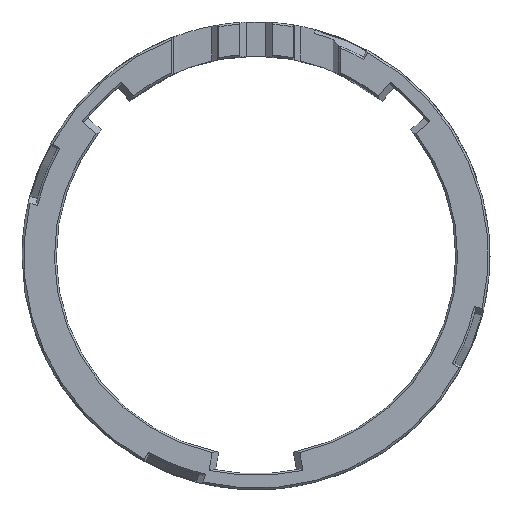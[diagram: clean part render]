
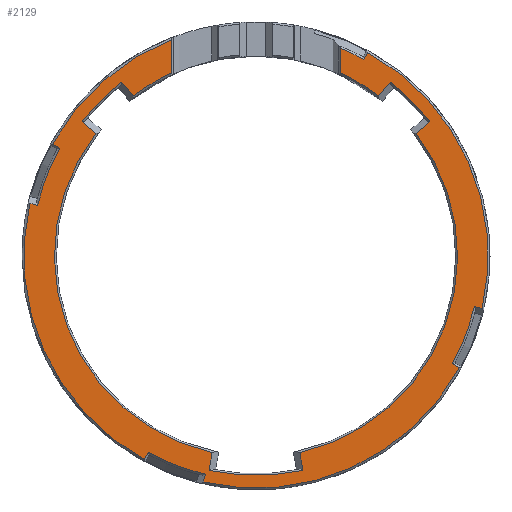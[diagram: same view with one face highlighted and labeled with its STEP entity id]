
A CAD part, top view. The second image highlights one B-rep face of the part: STEP entity #2129.
In plain terms, the highlighted planar face has unit normal (0, 0, 1).
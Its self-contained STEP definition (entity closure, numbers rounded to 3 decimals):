
#125=LINE('',#3380,#262);
#143=LINE('',#3552,#280);
#156=LINE('',#3667,#293);
#157=LINE('',#3671,#294);
#158=LINE('',#3675,#295);
#159=LINE('',#3679,#296);
#160=LINE('',#3683,#297);
#161=LINE('',#3687,#298);
#162=LINE('',#3690,#299);
#163=LINE('',#3694,#300);
#164=LINE('',#3698,#301);
#165=LINE('',#3702,#302);
#166=LINE('',#3706,#303);
#167=LINE('',#3710,#304);
#168=LINE('',#3713,#305);
#262=VECTOR('',#2563,10.);
#280=VECTOR('',#2623,10.);
#293=VECTOR('',#2714,10.);
#294=VECTOR('',#2717,10.);
#295=VECTOR('',#2720,10.);
#296=VECTOR('',#2723,10.);
#297=VECTOR('',#2726,10.);
#298=VECTOR('',#2729,10.);
#299=VECTOR('',#2732,10.);
#300=VECTOR('',#2735,10.);
#301=VECTOR('',#2738,10.);
#302=VECTOR('',#2741,10.);
#303=VECTOR('',#2744,10.);
#304=VECTOR('',#2747,10.);
#305=VECTOR('',#2750,10.);
#478=PLANE('',#2328);
#564=FACE_OUTER_BOUND('',#686,.T.);
#686=EDGE_LOOP('',(#1619,#1620,#1621,#1622,#1623,#1624,#1625,#1626,#1627,
#1628,#1629,#1630,#1631,#1632,#1633,#1634,#1635,#1636,#1637,#1638,#1639,
#1640,#1641,#1642,#1643,#1644,#1645,#1646,#1647,#1648));
#804=CIRCLE('',#2310,49.8);
#811=CIRCLE('',#2321,51.6);
#816=CIRCLE('',#2329,44.8);
#817=CIRCLE('',#2330,48.8);
#818=CIRCLE('',#2331,44.8);
#819=CIRCLE('',#2332,48.8);
#820=CIRCLE('',#2333,44.8);
#821=CIRCLE('',#2334,48.8);
#822=CIRCLE('',#2335,44.8);
#823=CIRCLE('',#2336,49.8);
#824=CIRCLE('',#2337,51.6);
#825=CIRCLE('',#2338,49.8);
#826=CIRCLE('',#2339,51.6);
#827=CIRCLE('',#2340,49.8);
#828=CIRCLE('',#2341,51.6);
#905=VERTEX_POINT('',#3372);
#906=VERTEX_POINT('',#3379);
#940=VERTEX_POINT('',#3543);
#941=VERTEX_POINT('',#3551);
#959=VERTEX_POINT('',#3626);
#967=VERTEX_POINT('',#3651);
#968=VERTEX_POINT('',#3664);
#969=VERTEX_POINT('',#3666);
#970=VERTEX_POINT('',#3668);
#971=VERTEX_POINT('',#3670);
#972=VERTEX_POINT('',#3672);
#973=VERTEX_POINT('',#3674);
#974=VERTEX_POINT('',#3676);
#975=VERTEX_POINT('',#3678);
#976=VERTEX_POINT('',#3680);
#977=VERTEX_POINT('',#3682);
#978=VERTEX_POINT('',#3684);
#979=VERTEX_POINT('',#3686);
#980=VERTEX_POINT('',#3689);
#981=VERTEX_POINT('',#3691);
#982=VERTEX_POINT('',#3693);
#983=VERTEX_POINT('',#3695);
#984=VERTEX_POINT('',#3697);
#985=VERTEX_POINT('',#3699);
#986=VERTEX_POINT('',#3701);
#987=VERTEX_POINT('',#3703);
#988=VERTEX_POINT('',#3705);
#989=VERTEX_POINT('',#3707);
#990=VERTEX_POINT('',#3709);
#991=VERTEX_POINT('',#3711);
#1132=EDGE_CURVE('',#906,#905,#125,.T.);
#1177=EDGE_CURVE('',#941,#940,#143,.T.);
#1204=EDGE_CURVE('',#906,#959,#804,.T.);
#1217=EDGE_CURVE('',#967,#940,#811,.T.);
#1222=EDGE_CURVE('',#968,#905,#816,.T.);
#1223=EDGE_CURVE('',#969,#968,#156,.T.);
#1224=EDGE_CURVE('',#970,#969,#817,.T.);
#1225=EDGE_CURVE('',#971,#970,#157,.T.);
#1226=EDGE_CURVE('',#972,#971,#818,.T.);
#1227=EDGE_CURVE('',#973,#972,#158,.T.);
#1228=EDGE_CURVE('',#974,#973,#819,.T.);
#1229=EDGE_CURVE('',#975,#974,#159,.T.);
#1230=EDGE_CURVE('',#976,#975,#820,.T.);
#1231=EDGE_CURVE('',#977,#976,#160,.T.);
#1232=EDGE_CURVE('',#978,#977,#821,.T.);
#1233=EDGE_CURVE('',#979,#978,#161,.T.);
#1234=EDGE_CURVE('',#941,#979,#822,.T.);
#1235=EDGE_CURVE('',#980,#967,#162,.T.);
#1236=EDGE_CURVE('',#981,#980,#823,.T.);
#1237=EDGE_CURVE('',#982,#981,#163,.T.);
#1238=EDGE_CURVE('',#983,#982,#824,.T.);
#1239=EDGE_CURVE('',#984,#983,#164,.T.);
#1240=EDGE_CURVE('',#985,#984,#825,.T.);
#1241=EDGE_CURVE('',#986,#985,#165,.T.);
#1242=EDGE_CURVE('',#987,#986,#826,.T.);
#1243=EDGE_CURVE('',#988,#987,#166,.T.);
#1244=EDGE_CURVE('',#989,#988,#827,.T.);
#1245=EDGE_CURVE('',#990,#989,#167,.T.);
#1246=EDGE_CURVE('',#991,#990,#828,.T.);
#1247=EDGE_CURVE('',#959,#991,#168,.T.);
#1619=ORIENTED_EDGE('',*,*,#1132,.T.);
#1620=ORIENTED_EDGE('',*,*,#1222,.F.);
#1621=ORIENTED_EDGE('',*,*,#1223,.F.);
#1622=ORIENTED_EDGE('',*,*,#1224,.F.);
#1623=ORIENTED_EDGE('',*,*,#1225,.F.);
#1624=ORIENTED_EDGE('',*,*,#1226,.F.);
#1625=ORIENTED_EDGE('',*,*,#1227,.F.);
#1626=ORIENTED_EDGE('',*,*,#1228,.F.);
#1627=ORIENTED_EDGE('',*,*,#1229,.F.);
#1628=ORIENTED_EDGE('',*,*,#1230,.F.);
#1629=ORIENTED_EDGE('',*,*,#1231,.F.);
#1630=ORIENTED_EDGE('',*,*,#1232,.F.);
#1631=ORIENTED_EDGE('',*,*,#1233,.F.);
#1632=ORIENTED_EDGE('',*,*,#1234,.F.);
#1633=ORIENTED_EDGE('',*,*,#1177,.T.);
#1634=ORIENTED_EDGE('',*,*,#1217,.F.);
#1635=ORIENTED_EDGE('',*,*,#1235,.F.);
#1636=ORIENTED_EDGE('',*,*,#1236,.F.);
#1637=ORIENTED_EDGE('',*,*,#1237,.F.);
#1638=ORIENTED_EDGE('',*,*,#1238,.F.);
#1639=ORIENTED_EDGE('',*,*,#1239,.F.);
#1640=ORIENTED_EDGE('',*,*,#1240,.F.);
#1641=ORIENTED_EDGE('',*,*,#1241,.F.);
#1642=ORIENTED_EDGE('',*,*,#1242,.F.);
#1643=ORIENTED_EDGE('',*,*,#1243,.F.);
#1644=ORIENTED_EDGE('',*,*,#1244,.F.);
#1645=ORIENTED_EDGE('',*,*,#1245,.F.);
#1646=ORIENTED_EDGE('',*,*,#1246,.F.);
#1647=ORIENTED_EDGE('',*,*,#1247,.F.);
#1648=ORIENTED_EDGE('',*,*,#1204,.F.);
#2129=ADVANCED_FACE('',(#564),#478,.F.);
#2310=AXIS2_PLACEMENT_3D('',#3627,#2672,#2673);
#2321=AXIS2_PLACEMENT_3D('',#3656,#2696,#2697);
#2328=AXIS2_PLACEMENT_3D('',#3663,#2710,#2711);
#2329=AXIS2_PLACEMENT_3D('',#3665,#2712,#2713);
#2330=AXIS2_PLACEMENT_3D('',#3669,#2715,#2716);
#2331=AXIS2_PLACEMENT_3D('',#3673,#2718,#2719);
#2332=AXIS2_PLACEMENT_3D('',#3677,#2721,#2722);
#2333=AXIS2_PLACEMENT_3D('',#3681,#2724,#2725);
#2334=AXIS2_PLACEMENT_3D('',#3685,#2727,#2728);
#2335=AXIS2_PLACEMENT_3D('',#3688,#2730,#2731);
#2336=AXIS2_PLACEMENT_3D('',#3692,#2733,#2734);
#2337=AXIS2_PLACEMENT_3D('',#3696,#2736,#2737);
#2338=AXIS2_PLACEMENT_3D('',#3700,#2739,#2740);
#2339=AXIS2_PLACEMENT_3D('',#3704,#2742,#2743);
#2340=AXIS2_PLACEMENT_3D('',#3708,#2745,#2746);
#2341=AXIS2_PLACEMENT_3D('',#3712,#2748,#2749);
#2563=DIRECTION('',(0.,-1.,0.));
#2623=DIRECTION('',(0.,1.,0.));
#2672=DIRECTION('center_axis',(0.,0.,-1.));
#2673=DIRECTION('ref_axis',(1.,0.,0.));
#2696=DIRECTION('center_axis',(0.,0.,-1.));
#2697=DIRECTION('ref_axis',(-1.,0.,0.));
#2710=DIRECTION('center_axis',(0.,0.,-1.));
#2711=DIRECTION('ref_axis',(-1.,0.,0.));
#2712=DIRECTION('center_axis',(0.,0.,1.));
#2713=DIRECTION('ref_axis',(1.,0.,0.));
#2714=DIRECTION('',(-0.643,-0.766,0.));
#2715=DIRECTION('center_axis',(0.,0.,1.));
#2716=DIRECTION('ref_axis',(1.,0.,0.));
#2717=DIRECTION('',(0.766,0.643,0.));
#2718=DIRECTION('center_axis',(0.,0.,1.));
#2719=DIRECTION('ref_axis',(1.,0.,0.));
#2720=DIRECTION('',(-0.174,0.985,0.));
#2721=DIRECTION('center_axis',(0.,0.,1.));
#2722=DIRECTION('ref_axis',(1.,0.,0.));
#2723=DIRECTION('',(-0.174,-0.985,0.));
#2724=DIRECTION('center_axis',(0.,0.,1.));
#2725=DIRECTION('ref_axis',(-1.,0.,0.));
#2726=DIRECTION('',(0.766,-0.643,0.));
#2727=DIRECTION('center_axis',(0.,0.,1.));
#2728=DIRECTION('ref_axis',(-1.,0.,0.));
#2729=DIRECTION('',(-0.643,0.766,0.));
#2730=DIRECTION('center_axis',(0.,0.,1.));
#2731=DIRECTION('ref_axis',(1.,0.,0.));
#2732=DIRECTION('',(-0.88,0.474,0.));
#2733=DIRECTION('center_axis',(0.,0.,-1.));
#2734=DIRECTION('ref_axis',(-1.,0.,0.));
#2735=DIRECTION('',(0.967,-0.253,0.));
#2736=DIRECTION('center_axis',(0.,0.,-1.));
#2737=DIRECTION('ref_axis',(-1.,0.,0.));
#2738=DIRECTION('',(-0.474,-0.88,0.));
#2739=DIRECTION('center_axis',(0.,0.,-1.));
#2740=DIRECTION('ref_axis',(-1.,0.,0.));
#2741=DIRECTION('',(0.253,0.967,0.));
#2742=DIRECTION('center_axis',(0.,0.,-1.));
#2743=DIRECTION('ref_axis',(1.,0.,0.));
#2744=DIRECTION('',(0.88,-0.474,0.));
#2745=DIRECTION('center_axis',(0.,0.,-1.));
#2746=DIRECTION('ref_axis',(1.,0.,0.));
#2747=DIRECTION('',(-0.967,0.253,0.));
#2748=DIRECTION('center_axis',(0.,0.,-1.));
#2749=DIRECTION('ref_axis',(1.,0.,0.));
#2750=DIRECTION('',(0.474,0.88,0.));
#3372=CARTESIAN_POINT('',(18.726,40.699,151.195));
#3379=CARTESIAN_POINT('',(18.726,46.145,151.195));
#3380=CARTESIAN_POINT('',(18.726,40.2,151.195));
#3543=CARTESIAN_POINT('',(-18.726,48.082,151.195));
#3551=CARTESIAN_POINT('',(-18.726,40.699,151.195));
#3552=CARTESIAN_POINT('',(-18.726,40.2,151.195));
#3626=CARTESIAN_POINT('',(23.974,43.649,151.195));
#3627=CARTESIAN_POINT('Origin',(0.,0.,151.195));
#3651=CARTESIAN_POINT('',(-45.234,24.828,151.195));
#3656=CARTESIAN_POINT('Origin',(0.,0.,151.195));
#3663=CARTESIAN_POINT('Origin',(0.,0.,151.195));
#3664=CARTESIAN_POINT('',(27.236,35.57,151.195));
#3665=CARTESIAN_POINT('Origin',(0.,0.,151.195));
#3666=CARTESIAN_POINT('',(29.81,38.637,151.195));
#3667=CARTESIAN_POINT('',(12.736,18.29,151.195));
#3668=CARTESIAN_POINT('',(38.637,29.81,151.195));
#3669=CARTESIAN_POINT('Origin',(0.,0.,
151.195));
#3670=CARTESIAN_POINT('',(35.57,27.236,151.195));
#3671=CARTESIAN_POINT('',(19.822,14.022,151.195));
#3672=CARTESIAN_POINT('',(9.741,-43.728,151.195));
#3673=CARTESIAN_POINT('Origin',(0.,0.,151.195));
#3674=CARTESIAN_POINT('',(10.437,-47.671,151.195));
#3675=CARTESIAN_POINT('',(5.824,-21.513,151.195));
#3676=CARTESIAN_POINT('',(-10.437,-47.671,151.195));
#3677=CARTESIAN_POINT('Origin',(0.,0.,
151.195));
#3678=CARTESIAN_POINT('',(-9.741,-43.728,151.195));
#3679=CARTESIAN_POINT('',(-6.172,-23.483,151.195));
#3680=CARTESIAN_POINT('',(-35.57,27.236,151.195));
#3681=CARTESIAN_POINT('Origin',(0.,0.,151.195));
#3682=CARTESIAN_POINT('',(-38.637,29.81,151.195));
#3683=CARTESIAN_POINT('',(-18.29,12.736,151.195));
#3684=CARTESIAN_POINT('',(-29.81,38.637,151.195));
#3685=CARTESIAN_POINT('Origin',(0.,0.,
151.195));
#3686=CARTESIAN_POINT('',(-27.236,35.57,151.195));
#3687=CARTESIAN_POINT('',(-14.022,19.822,151.195));
#3688=CARTESIAN_POINT('Origin',(0.,0.,151.195));
#3689=CARTESIAN_POINT('',(-43.65,23.974,151.195));
#3690=CARTESIAN_POINT('',(-22.699,12.685,151.195));
#3691=CARTESIAN_POINT('',(-48.515,11.239,151.195));
#3692=CARTESIAN_POINT('Origin',(0.,0.,151.195));
#3693=CARTESIAN_POINT('',(-50.257,11.695,151.195));
#3694=CARTESIAN_POINT('',(-25.508,5.223,151.195));
#3695=CARTESIAN_POINT('',(-24.828,-45.234,151.195));
#3696=CARTESIAN_POINT('Origin',(0.,0.,151.195));
#3697=CARTESIAN_POINT('',(-23.974,-43.65,151.195));
#3698=CARTESIAN_POINT('',(-12.685,-22.699,151.195));
#3699=CARTESIAN_POINT('',(-11.239,-48.515,151.195));
#3700=CARTESIAN_POINT('Origin',(0.,0.,151.195));
#3701=CARTESIAN_POINT('',(-11.695,-50.257,151.195));
#3702=CARTESIAN_POINT('',(-5.223,-25.508,151.195));
#3703=CARTESIAN_POINT('',(45.234,-24.828,151.195));
#3704=CARTESIAN_POINT('Origin',(0.,0.,151.195));
#3705=CARTESIAN_POINT('',(43.649,-23.974,151.195));
#3706=CARTESIAN_POINT('',(22.699,-12.685,151.195));
#3707=CARTESIAN_POINT('',(48.515,-11.24,151.195));
#3708=CARTESIAN_POINT('Origin',(0.,0.,151.195));
#3709=CARTESIAN_POINT('',(50.257,-11.695,151.195));
#3710=CARTESIAN_POINT('',(25.508,-5.223,151.195));
#3711=CARTESIAN_POINT('',(24.828,45.234,151.195));
#3712=CARTESIAN_POINT('Origin',(0.,0.,151.195));
#3713=CARTESIAN_POINT('',(12.685,22.699,151.195));
